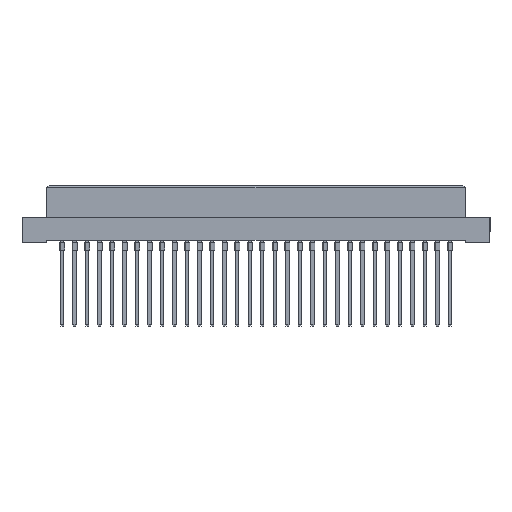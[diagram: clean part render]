
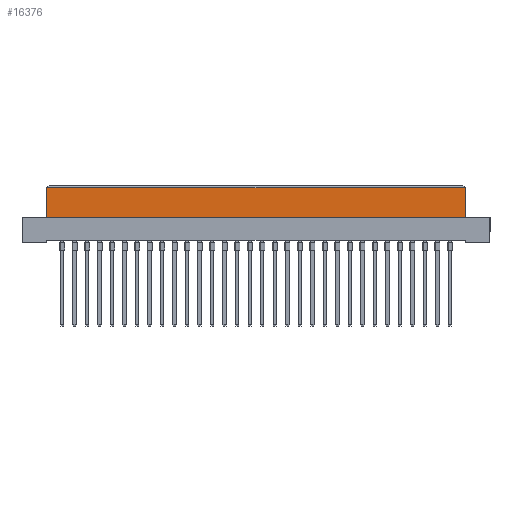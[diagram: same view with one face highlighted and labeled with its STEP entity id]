
A CAD part, top view. The second image highlights one B-rep face of the part: STEP entity #16376.
In plain terms, the highlighted planar face has unit normal (0, 0, 1).
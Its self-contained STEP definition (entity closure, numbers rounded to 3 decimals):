
#1444 = DIRECTION ( 'NONE',  ( 0., 1., 0. ) ) ;
#1676 = CARTESIAN_POINT ( 'NONE',  ( -42.5, -0.5, 4.25 ) ) ;
#2256 = AXIS2_PLACEMENT_3D ( 'NONE', #22257, #22047, #31757 ) ;
#2275 = LINE ( 'NONE', #1676, #15588 ) ;
#2536 = CARTESIAN_POINT ( 'NONE',  ( 42.5, -6.4, 4.25 ) ) ;
#2570 = EDGE_CURVE ( 'NONE', #33457, #21456, #30245, .T. ) ;
#4948 = CARTESIAN_POINT ( 'NONE',  ( -42.5, -0.5, 4.25 ) ) ;
#7107 = CARTESIAN_POINT ( 'NONE',  ( -42.5, -6.4, 4.25 ) ) ;
#7282 = PLANE ( 'NONE',  #2256 ) ;
#11481 = ORIENTED_EDGE ( 'NONE', *, *, #2570, .T. ) ;
#11810 = EDGE_LOOP ( 'NONE', ( #39163, #12901, #17777, #11481 ) ) ;
#12901 = ORIENTED_EDGE ( 'NONE', *, *, #34116, .T. ) ;
#14879 = DIRECTION ( 'NONE',  ( 1., 0., 0. ) ) ;
#15588 = VECTOR ( 'NONE', #32814, 1000. ) ;
#15607 = LINE ( 'NONE', #7107, #33055 ) ;
#15838 = EDGE_CURVE ( 'NONE', #21456, #38712, #28156, .T. ) ;
#16376 = ADVANCED_FACE ( 'NONE', ( #19209 ), #7282, .T. ) ;
#17777 = ORIENTED_EDGE ( 'NONE', *, *, #30725, .F. ) ;
#19209 = FACE_OUTER_BOUND ( 'NONE', #11810, .T. ) ;
#21456 = VERTEX_POINT ( 'NONE', #36353 ) ;
#22047 = DIRECTION ( 'NONE',  ( 0., 0., 1. ) ) ;
#22257 = CARTESIAN_POINT ( 'NONE',  ( 42.5, -6.4, 4.25 ) ) ;
#23165 = VECTOR ( 'NONE', #14879, 1000. ) ;
#24316 = CARTESIAN_POINT ( 'NONE',  ( 42.5, -6.4, 4.25 ) ) ;
#24719 = DIRECTION ( 'NONE',  ( 0., 1., 0. ) ) ;
#25788 = CARTESIAN_POINT ( 'NONE',  ( -42.5, -6.4, 4.25 ) ) ;
#28156 = LINE ( 'NONE', #24316, #35807 ) ;
#30245 = LINE ( 'NONE', #2536, #23165 ) ;
#30725 = EDGE_CURVE ( 'NONE', #33457, #33696, #15607, .T. ) ;
#31757 = DIRECTION ( 'NONE',  ( 1., 0., 0. ) ) ;
#32814 = DIRECTION ( 'NONE',  ( -1., 0., 0. ) ) ;
#33055 = VECTOR ( 'NONE', #1444, 1000. ) ;
#33457 = VERTEX_POINT ( 'NONE', #25788 ) ;
#33696 = VERTEX_POINT ( 'NONE', #4948 ) ;
#34116 = EDGE_CURVE ( 'NONE', #38712, #33696, #2275, .T. ) ;
#35807 = VECTOR ( 'NONE', #24719, 1000. ) ;
#36353 = CARTESIAN_POINT ( 'NONE',  ( 42.5, -6.4, 4.25 ) ) ;
#38712 = VERTEX_POINT ( 'NONE', #39275 ) ;
#39163 = ORIENTED_EDGE ( 'NONE', *, *, #15838, .T. ) ;
#39275 = CARTESIAN_POINT ( 'NONE',  ( 42.5, -0.5, 4.25 ) ) ;
